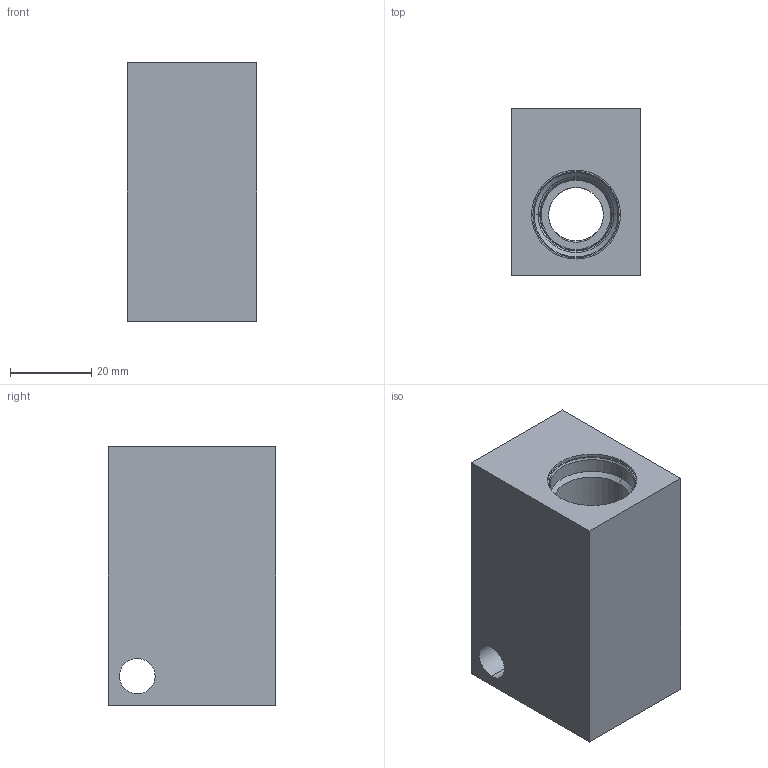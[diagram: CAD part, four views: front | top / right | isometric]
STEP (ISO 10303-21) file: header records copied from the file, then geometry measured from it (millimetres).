
FILE_DESCRIPTION((''),'2;1');
FILE_NAME('FAB_ASM','2023-10-17T',('ProEService'),(''),'PRO/ENGINEER BY PARAMETRIC TECHNOLOGY CORPORATION, 2014200','PRO/ENGINEER BY PARAMETRIC TECHNOLOGY CORPORATION, 2014200','');
FILE_SCHEMA(('CONFIG_CONTROL_DESIGN'));
Length unit declared in the file: inch
Products named in the file (2): 150-186-002; FAB_ASM
Assembly tree (1 placements, depth 2):
  FAB_ASM
    150-186-002
Bounding box: 31.75 x 41.15 x 63.5 mm (x, y, z)
Volume: 63319.8 mm3; surface area: 16063.5 mm2
Topology: 1 solids, 1 shells, 40 faces, 216 edges, 234 vertices
Faces by surface type: cylinder 16, cone 14, plane 8, torus 2
Entity records: 2240 total; most frequent: CARTESIAN_POINT 568, DIRECTION 344, ORIENTED_EDGE 180, VECTOR 166, LINE 166, TRIMMED_CURVE 126, COMPOSITE_CURVE_SEGMENT 118, EDGE_CURVE 90
